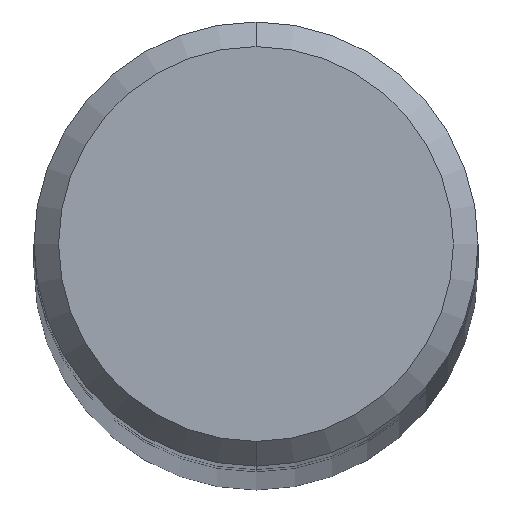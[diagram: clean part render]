
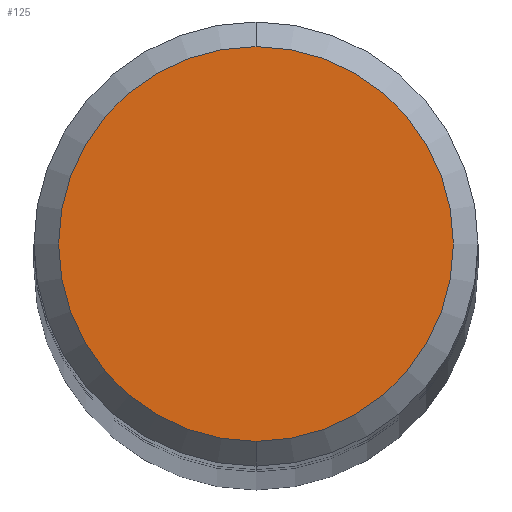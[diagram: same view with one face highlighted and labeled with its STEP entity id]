
A CAD part, top view. The second image highlights one B-rep face of the part: STEP entity #125.
In plain terms, the highlighted planar face has unit normal (0, 0, 1).
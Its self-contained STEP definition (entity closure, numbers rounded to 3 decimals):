
#107=EDGE_CURVE('',#111,#183,#245,.T.);
#111=VERTEX_POINT('',#250);
#125=ADVANCED_FACE('',(#265),#266,.T.);
#183=VERTEX_POINT('',#331);
#197=EDGE_CURVE('',#183,#111,#345,.T.);
#245=CIRCLE('',#394,4.0);
#250=CARTESIAN_POINT('',(0.,-4.0,0.0));
#265=FACE_OUTER_BOUND('',#417,.T.);
#266=PLANE('',#418);
#331=CARTESIAN_POINT('',(0.0,4.0,0.0));
#345=CIRCLE('',#520,4.0);
#394=AXIS2_PLACEMENT_3D('',#565,#566,#567);
#417=EDGE_LOOP('',(#594,#595));
#418=AXIS2_PLACEMENT_3D('',#596,#597,#598);
#520=AXIS2_PLACEMENT_3D('',#682,#683,#684);
#565=CARTESIAN_POINT('',(0.0,0.0,0.0));
#566=DIRECTION('',(0.0,0.0,-1.0));
#567=DIRECTION('',(0.0,1.0,0.0));
#594=ORIENTED_EDGE('',*,*,#197,.F.);
#595=ORIENTED_EDGE('',*,*,#107,.F.);
#596=CARTESIAN_POINT('',(0.0,2.0,0.0));
#597=DIRECTION('',(-0.0,0.0,1.0));
#598=DIRECTION('',(0.0,-1.0,0.0));
#682=CARTESIAN_POINT('',(0.0,0.0,0.0));
#683=DIRECTION('',(0.0,0.0,-1.0));
#684=DIRECTION('',(0.0,1.0,0.0));
